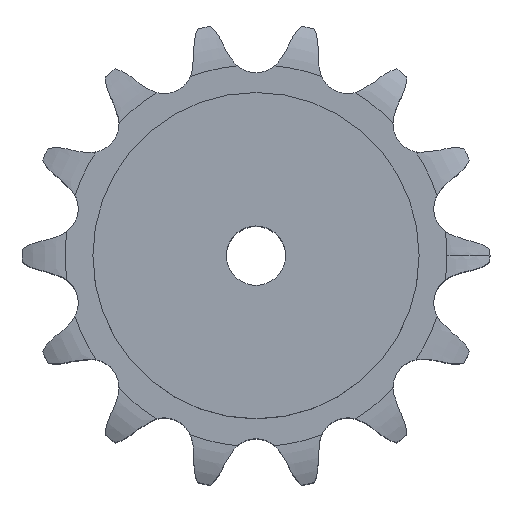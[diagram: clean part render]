
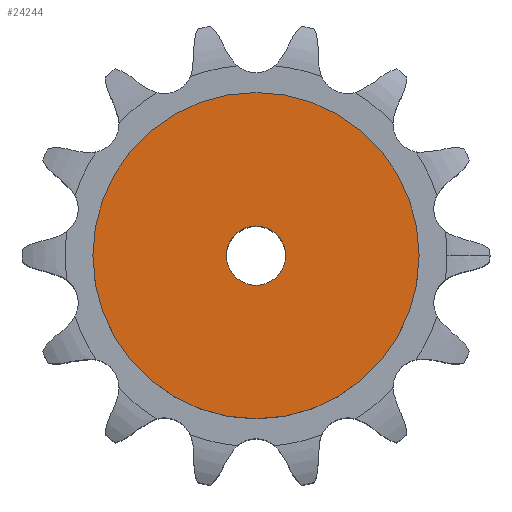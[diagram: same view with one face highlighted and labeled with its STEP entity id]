
A CAD part, top view. The second image highlights one B-rep face of the part: STEP entity #24244.
In plain terms, the highlighted planar face has unit normal (0, 0, 1).
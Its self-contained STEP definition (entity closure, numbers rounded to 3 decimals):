
#13132 = CYLINDRICAL_SURFACE('',#13133,10.);
#13133 = AXIS2_PLACEMENT_3D('',#13134,#13135,#13136);
#13134 = CARTESIAN_POINT('',(0.,0.,275.463));
#13135 = DIRECTION('',(0.,0.,1.));
#13136 = DIRECTION('',(1.,0.,0.));
#16684 = EDGE_CURVE('',#16685,#16685,#16687,.T.);
#16685 = VERTEX_POINT('',#16686);
#16686 = CARTESIAN_POINT('',(10.,0.,115.));
#16687 = SURFACE_CURVE('',#16688,(#16693,#16700),.PCURVE_S1.);
#16688 = CIRCLE('',#16689,10.);
#16689 = AXIS2_PLACEMENT_3D('',#16690,#16691,#16692);
#16690 = CARTESIAN_POINT('',(0.,0.,115.));
#16691 = DIRECTION('',(0.,0.,1.));
#16692 = DIRECTION('',(1.,0.,0.));
#16693 = PCURVE('',#13132,#16694);
#16694 = DEFINITIONAL_REPRESENTATION('',(#16695),#16699);
#16695 = LINE('',#16696,#16697);
#16696 = CARTESIAN_POINT('',(0.,-160.463));
#16697 = VECTOR('',#16698,1.);
#16698 = DIRECTION('',(1.,0.));
#16699 = ( GEOMETRIC_REPRESENTATION_CONTEXT(2) 
PARAMETRIC_REPRESENTATION_CONTEXT() REPRESENTATION_CONTEXT('2D SPACE',''
  ) );
#16700 = PCURVE('',#16701,#16706);
#16701 = PLANE('',#16702);
#16702 = AXIS2_PLACEMENT_3D('',#16703,#16704,#16705);
#16703 = CARTESIAN_POINT('',(0.,0.,115.
    ));
#16704 = DIRECTION('',(0.,0.,1.));
#16705 = DIRECTION('',(1.,0.,0.));
#16706 = DEFINITIONAL_REPRESENTATION('',(#16707),#16711);
#16707 = CIRCLE('',#16708,10.);
#16708 = AXIS2_PLACEMENT_2D('',#16709,#16710);
#16709 = CARTESIAN_POINT('',(0.,0.));
#16710 = DIRECTION('',(1.,0.));
#16711 = ( GEOMETRIC_REPRESENTATION_CONTEXT(2) 
PARAMETRIC_REPRESENTATION_CONTEXT() REPRESENTATION_CONTEXT('2D SPACE',''
  ) );
#24244 = ADVANCED_FACE('',(#24245,#24276),#16701,.T.);
#24245 = FACE_BOUND('',#24246,.T.);
#24246 = EDGE_LOOP('',(#24247));
#24247 = ORIENTED_EDGE('',*,*,#24248,.T.);
#24248 = EDGE_CURVE('',#24249,#24249,#24251,.T.);
#24249 = VERTEX_POINT('',#24250);
#24250 = CARTESIAN_POINT('',(55.,0.,115.));
#24251 = SURFACE_CURVE('',#24252,(#24257,#24264),.PCURVE_S1.);
#24252 = CIRCLE('',#24253,55.);
#24253 = AXIS2_PLACEMENT_3D('',#24254,#24255,#24256);
#24254 = CARTESIAN_POINT('',(0.,0.,115.));
#24255 = DIRECTION('',(0.,0.,1.));
#24256 = DIRECTION('',(1.,0.,0.));
#24257 = PCURVE('',#16701,#24258);
#24258 = DEFINITIONAL_REPRESENTATION('',(#24259),#24263);
#24259 = CIRCLE('',#24260,55.);
#24260 = AXIS2_PLACEMENT_2D('',#24261,#24262);
#24261 = CARTESIAN_POINT('',(0.,0.));
#24262 = DIRECTION('',(1.,0.));
#24263 = ( GEOMETRIC_REPRESENTATION_CONTEXT(2) 
PARAMETRIC_REPRESENTATION_CONTEXT() REPRESENTATION_CONTEXT('2D SPACE',''
  ) );
#24264 = PCURVE('',#24265,#24270);
#24265 = CYLINDRICAL_SURFACE('',#24266,55.);
#24266 = AXIS2_PLACEMENT_3D('',#24267,#24268,#24269);
#24267 = CARTESIAN_POINT('',(0.,0.,0.));
#24268 = DIRECTION('',(-0.,-0.,-1.));
#24269 = DIRECTION('',(1.,0.,0.));
#24270 = DEFINITIONAL_REPRESENTATION('',(#24271),#24275);
#24271 = LINE('',#24272,#24273);
#24272 = CARTESIAN_POINT('',(-0.,-115.));
#24273 = VECTOR('',#24274,1.);
#24274 = DIRECTION('',(-1.,0.));
#24275 = ( GEOMETRIC_REPRESENTATION_CONTEXT(2) 
PARAMETRIC_REPRESENTATION_CONTEXT() REPRESENTATION_CONTEXT('2D SPACE',''
  ) );
#24276 = FACE_BOUND('',#24277,.T.);
#24277 = EDGE_LOOP('',(#24278));
#24278 = ORIENTED_EDGE('',*,*,#16684,.F.);
